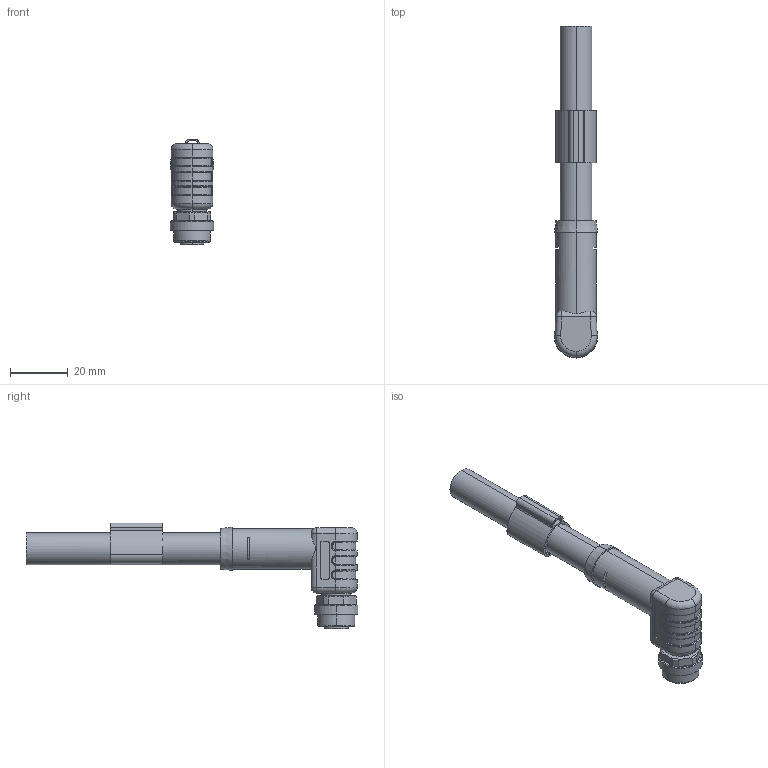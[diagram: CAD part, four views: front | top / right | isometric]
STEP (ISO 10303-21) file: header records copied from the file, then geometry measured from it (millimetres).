
FILE_DESCRIPTION(('CATIA V5 STEP Exchange','CAx-IF Rec.Pracs.--- Model Styling and Organization---1.4--- 2014-01-23'),'2;1');
FILE_NAME ('248301-3_0_2050210150_2050210150.stp','2021-03-05T11:06:47+00:00',('none'),('Weidmueller'),'CATIA Version 5-6 Release 2016 SP3 HF44','CATIA V5 STEP AP214','none');
FILE_SCHEMA(('AUTOMOTIVE_DESIGN { 1 0 10303 214 1 1 1 1 }'));
Length unit declared in the file: millimetre
Products named in the file (1): 2050210150
Bounding box: 15 x 114.82 x 36.6 mm (x, y, z)
Volume: 17789.5 mm3; surface area: 9498.3 mm2
Topology: 4 solids, 4 shells, 330 faces, 835 edges, 525 vertices
Faces by surface type: cylinder 116, plane 97, bspline 42, torus 42, cone 29, sphere 4
Entity records: 11460 total; most frequent: CARTESIAN_POINT 4071, ORIENTED_EDGE 1662, DIRECTION 1148, EDGE_CURVE 831, AXIS2_PLACEMENT_3D 546, VERTEX_POINT 525, EDGE_LOOP 350, ADVANCED_FACE 330
